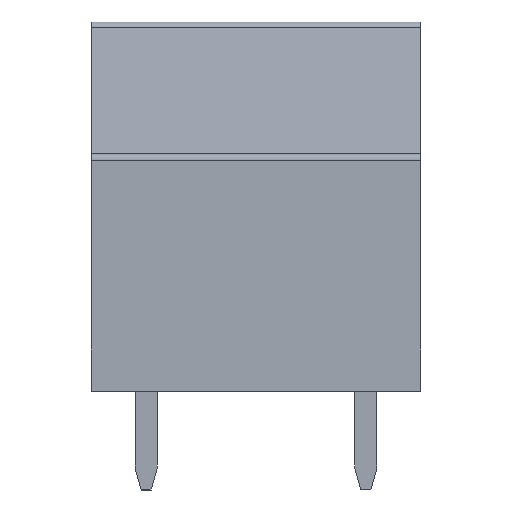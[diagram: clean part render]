
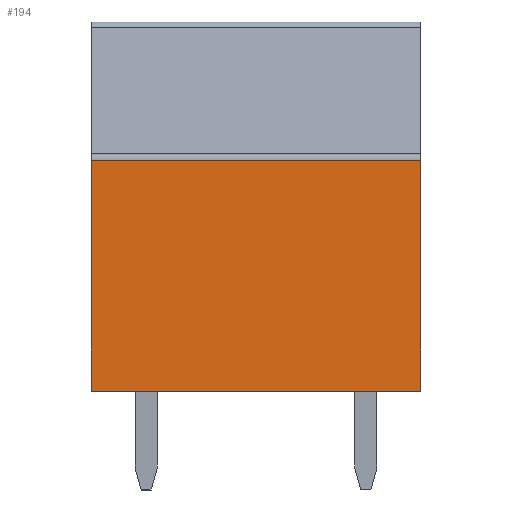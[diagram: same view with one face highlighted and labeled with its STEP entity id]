
A CAD part, front view. The second image highlights one B-rep face of the part: STEP entity #194.
In plain terms, the highlighted planar face has unit normal (0, -1, 0).
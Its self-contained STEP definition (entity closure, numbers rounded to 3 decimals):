
#194 = ADVANCED_FACE( '', ( #466 ), #467, .T. );
#466 = FACE_OUTER_BOUND( '', #817, .T. );
#467 = PLANE( '', #818 );
#817 = EDGE_LOOP( '', ( #1334, #1335, #1336, #1337 ) );
#818 = AXIS2_PLACEMENT_3D( '', #1338, #1339, #1340 );
#1334 = ORIENTED_EDGE( '', *, *, #2145, .T. );
#1335 = ORIENTED_EDGE( '', *, *, #2146, .T. );
#1336 = ORIENTED_EDGE( '', *, *, #2021, .T. );
#1337 = ORIENTED_EDGE( '', *, *, #2147, .T. );
#1338 = CARTESIAN_POINT( '', ( 222.987, 32.148, 5.1 ) );
#1339 = DIRECTION( '', ( 0., -1., 0. ) );
#1340 = DIRECTION( '', ( 0., 0., 1. ) );
#2021 = EDGE_CURVE( '', #2410, #2408, #2411, .T. );
#2145 = EDGE_CURVE( '', #2616, #2617, #2618, .T. );
#2146 = EDGE_CURVE( '', #2617, #2410, #2619, .T. );
#2147 = EDGE_CURVE( '', #2408, #2616, #2620, .T. );
#2408 = VERTEX_POINT( '', #2967 );
#2410 = VERTEX_POINT( '', #2970 );
#2411 = LINE( '', #2971, #2972 );
#2616 = VERTEX_POINT( '', #3262 );
#2617 = VERTEX_POINT( '', #3263 );
#2618 = LINE( '', #3264, #3265 );
#2619 = LINE( '', #3266, #3267 );
#2620 = LINE( '', #3268, #3269 );
#2967 = CARTESIAN_POINT( '', ( 229.737, 32.148, 0. ) );
#2970 = CARTESIAN_POINT( '', ( 214.737, 32.148, 0. ) );
#2971 = CARTESIAN_POINT( '', ( 219.737, 32.148, 0. ) );
#2972 = VECTOR( '', #3660, 1000. );
#3262 = CARTESIAN_POINT( '', ( 229.737, 32.148, 10.5 ) );
#3263 = CARTESIAN_POINT( '', ( 214.737, 32.148, 10.5 ) );
#3264 = CARTESIAN_POINT( '', ( 234.737, 32.148, 10.5 ) );
#3265 = VECTOR( '', #3784, 1000. );
#3266 = CARTESIAN_POINT( '', ( 214.737, 32.148, 5.1 ) );
#3267 = VECTOR( '', #3785, 1000. );
#3268 = CARTESIAN_POINT( '', ( 229.737, 32.148, 5.1 ) );
#3269 = VECTOR( '', #3786, 1000. );
#3660 = DIRECTION( '', ( 1., 0., 0. ) );
#3784 = DIRECTION( '', ( -1., 0., 0. ) );
#3785 = DIRECTION( '', ( 0., 0., -1. ) );
#3786 = DIRECTION( '', ( 0., 0., 1. ) );
